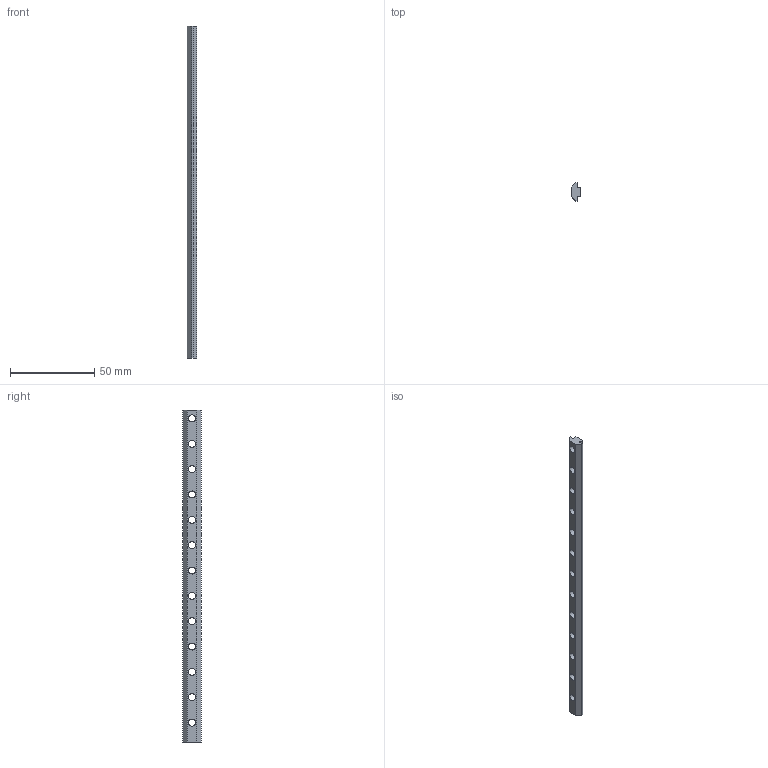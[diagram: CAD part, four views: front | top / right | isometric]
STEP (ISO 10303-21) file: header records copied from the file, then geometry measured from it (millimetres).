
FILE_DESCRIPTION(('FreeCAD Model'),'2;1');
FILE_NAME('Open CASCADE Shape Model','2021-08-11T13:49:50',('Author'),( ''),'Open CASCADE STEP processor 7.5','FreeCAD','Unknown');
FILE_SCHEMA(('AUTOMOTIVE_DESIGN { 1 0 10303 214 1 1 1 1 }'));
Length unit declared in the file: millimetre
Products named in the file (3): screw_rail; Body001; Pocket
Assembly tree (2 placements, depth 2):
  screw_rail
    Body001
    Pocket
Bounding box: 5.75 x 10.8 x 196.5 mm (x, y, z)
Surface area: 13122 mm2
Topology: 2 solids, 2 shells, 90 faces, 258 edges, 172 vertices
Faces by surface type: plane 64, cylinder 26
Full cylindrical faces by diameter (mm): 4.15 x26
Entity records: 6524 total; most frequent: CARTESIAN_POINT 1207, DIRECTION 974, LINE 658, VECTOR 658, ORIENTED_EDGE 516, PCURVE 516, DEFINITIONAL_REPRESENTATION 516, EDGE_CURVE 258
